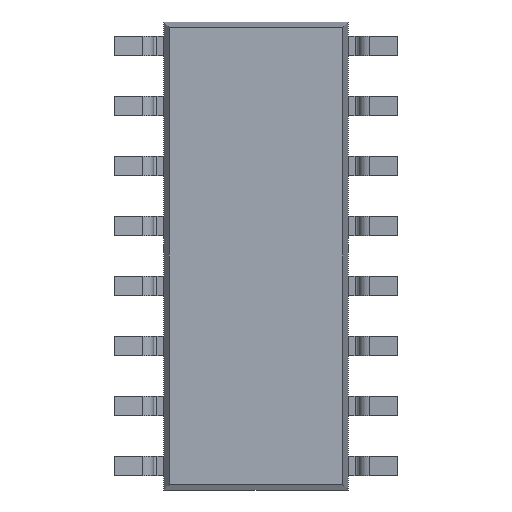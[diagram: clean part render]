
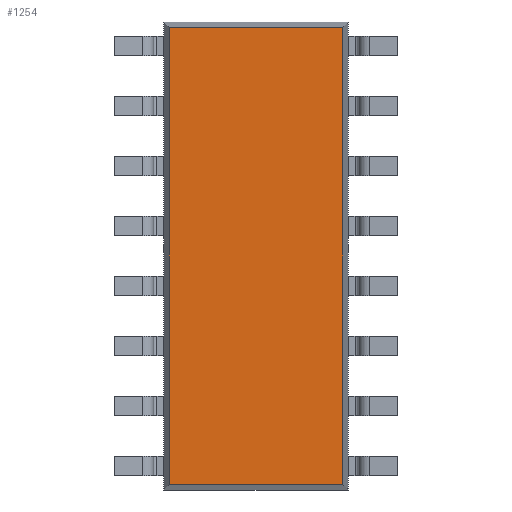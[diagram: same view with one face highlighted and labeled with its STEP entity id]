
A CAD part, front view. The second image highlights one B-rep face of the part: STEP entity #1254.
In plain terms, the highlighted planar face has unit normal (0, -1, 0).
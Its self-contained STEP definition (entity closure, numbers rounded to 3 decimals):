
#306 = DIRECTION ( 'NONE',  ( 0., 0., 1. ) ) ;
#456 = EDGE_CURVE ( 'NONE', #7347, #2211, #7554, .T. ) ;
#459 = VERTEX_POINT ( 'NONE', #1805 ) ;
#468 = VERTEX_POINT ( 'NONE', #6973 ) ;
#885 = AXIS2_PLACEMENT_3D ( 'NONE', #5638, #3373, #306 ) ;
#1254 = ADVANCED_FACE ( 'NONE', ( #5557 ), #5138, .F. ) ;
#1274 = EDGE_CURVE ( 'NONE', #468, #459, #1473, .T. ) ;
#1473 = LINE ( 'NONE', #4527, #3113 ) ;
#1805 = CARTESIAN_POINT ( 'NONE',  ( -1.831, 0.23, 4.831 ) ) ;
#2211 = VERTEX_POINT ( 'NONE', #4844 ) ;
#2271 = DIRECTION ( 'NONE',  ( 1., 0., 0. ) ) ;
#2477 = LINE ( 'NONE', #4795, #5174 ) ;
#2733 = DIRECTION ( 'NONE',  ( 0., 0., -1. ) ) ;
#2856 = CARTESIAN_POINT ( 'NONE',  ( 1.95, 0.23, -4.831 ) ) ;
#3113 = VECTOR ( 'NONE', #3297, 1000. ) ;
#3144 = CARTESIAN_POINT ( 'NONE',  ( -1.831, 0.23, -4.831 ) ) ;
#3297 = DIRECTION ( 'NONE',  ( -1., 0., 0. ) ) ;
#3373 = DIRECTION ( 'NONE',  ( 0., 1., 0. ) ) ;
#3628 = ORIENTED_EDGE ( 'NONE', *, *, #7245, .T. ) ;
#3697 = ORIENTED_EDGE ( 'NONE', *, *, #456, .T. ) ;
#3942 = EDGE_LOOP ( 'NONE', ( #4559, #3697, #3628, #7197 ) ) ;
#4527 = CARTESIAN_POINT ( 'NONE',  ( -1.95, 0.23, 4.831 ) ) ;
#4559 = ORIENTED_EDGE ( 'NONE', *, *, #6733, .T. ) ;
#4795 = CARTESIAN_POINT ( 'NONE',  ( 1.831, 0.23, 4.95 ) ) ;
#4830 = DIRECTION ( 'NONE',  ( 0., 0., 1. ) ) ;
#4844 = CARTESIAN_POINT ( 'NONE',  ( 1.831, 0.23, -4.831 ) ) ;
#5138 = PLANE ( 'NONE',  #885 ) ;
#5174 = VECTOR ( 'NONE', #4830, 1000. ) ;
#5557 = FACE_OUTER_BOUND ( 'NONE', #3942, .T. ) ;
#5638 = CARTESIAN_POINT ( 'NONE',  ( 0., 0.23, 0. ) ) ;
#6733 = EDGE_CURVE ( 'NONE', #459, #7347, #7393, .T. ) ;
#6775 = VECTOR ( 'NONE', #2271, 1000. ) ;
#6973 = CARTESIAN_POINT ( 'NONE',  ( 1.831, 0.23, 4.831 ) ) ;
#7197 = ORIENTED_EDGE ( 'NONE', *, *, #1274, .T. ) ;
#7245 = EDGE_CURVE ( 'NONE', #2211, #468, #2477, .T. ) ;
#7347 = VERTEX_POINT ( 'NONE', #3144 ) ;
#7356 = CARTESIAN_POINT ( 'NONE',  ( -1.831, 0.23, -4.95 ) ) ;
#7393 = LINE ( 'NONE', #7356, #7575 ) ;
#7554 = LINE ( 'NONE', #2856, #6775 ) ;
#7575 = VECTOR ( 'NONE', #2733, 1000. ) ;
